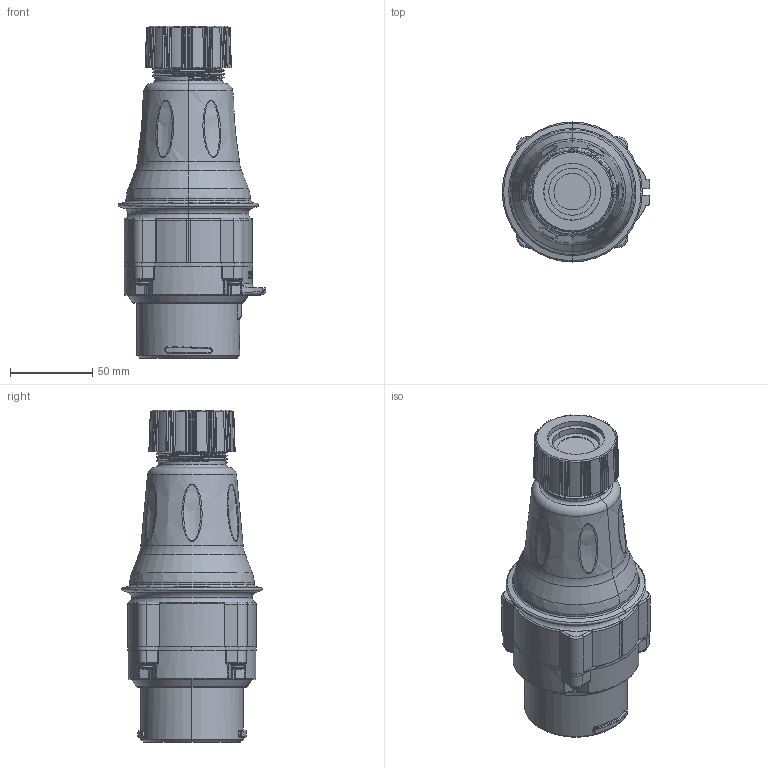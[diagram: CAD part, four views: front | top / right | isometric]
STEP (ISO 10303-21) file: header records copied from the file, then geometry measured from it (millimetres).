
FILE_DESCRIPTION (( 'STEP AP214' ), '1' );
FILE_NAME ('ORC6811-60P043.STEP', '2025-10-02T15:01:00', ( '' ), ( '' ), 'SwSTEP 2.0', 'SolidWorks 2024', '' );
FILE_SCHEMA (( 'AUTOMOTIVE_DESIGN' ));
Products named in the file (1): ORC6811-60P043
Bounding box: 89.51 x 85 x 201.52 mm (x, y, z)
Volume: 591239.5 mm3; surface area: 65923.7 mm2
Topology: 1 solids, 1 shells, 1736 faces, 4497 edges, 2854 vertices
Faces by surface type: plane 608, cylinder 507, bspline 346, torus 138, cone 112, sphere 25
Entity records: 171878 total; most frequent: CARTESIAN_POINT 133578, ORIENTED_EDGE 8942, DIRECTION 6549, EDGE_CURVE 4471, VERTEX_POINT 2852, AXIS2_PLACEMENT_3D 2454, EDGE_LOOP 1871, ADVANCED_FACE 1736
